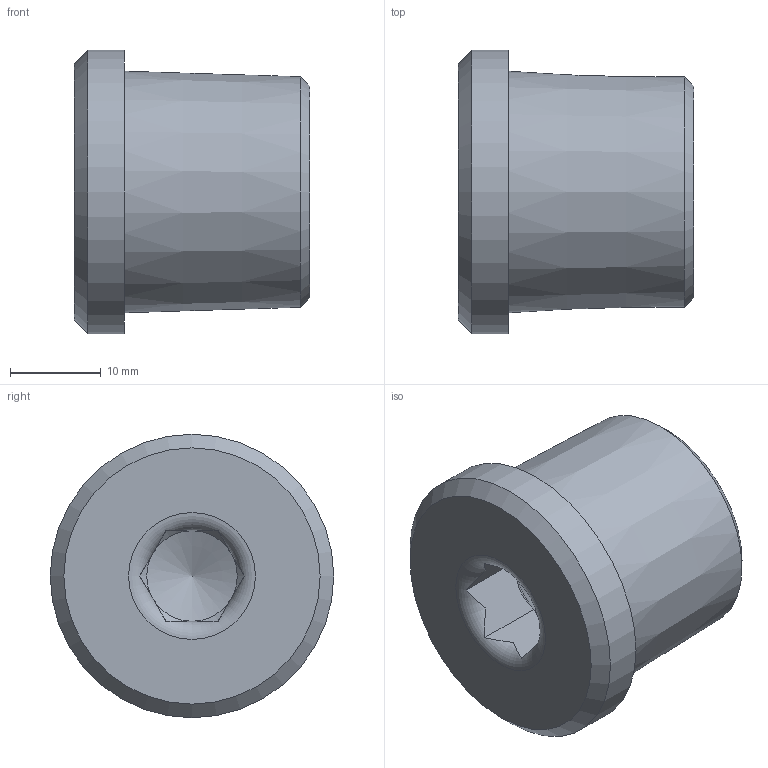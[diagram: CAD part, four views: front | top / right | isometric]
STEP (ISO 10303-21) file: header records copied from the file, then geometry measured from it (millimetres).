
FILE_DESCRIPTION (( 'STEP AP203' ), '1' );
FILE_NAME ('767DT2.STEP', '2020-01-28T11:27:36', ( '' ), ( '' ), 'SwSTEP 2.0', 'SolidWorks 2017', '' );
FILE_SCHEMA (( 'CONFIG_CONTROL_DESIGN' ));
Length unit declared in the file: millimetre
Products named in the file (1): 767DT2
Bounding box: 26 x 31.3 x 31.3 mm (x, y, z)
Volume: 13669.9 mm3; surface area: 4061.2 mm2
Topology: 1 solids, 1 shells, 29 faces, 69 edges, 43 vertices
Faces by surface type: plane 15, cone 11, cylinder 2, torus 1
Full cylindrical faces by diameter (mm): 10 x1, 31.3 x1
Entity records: 951 total; most frequent: CARTESIAN_POINT 280, DIRECTION 120, ORIENTED_EDGE 114, EDGE_CURVE 57, AXIS2_PLACEMENT_3D 51, VERTEX_POINT 39, EDGE_LOOP 38, FACE_OUTER_BOUND 32
